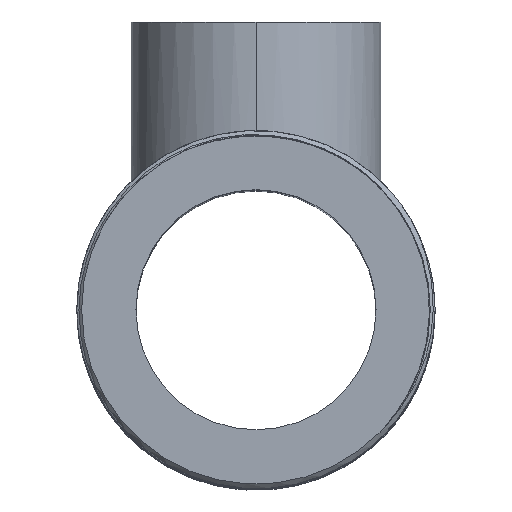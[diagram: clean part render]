
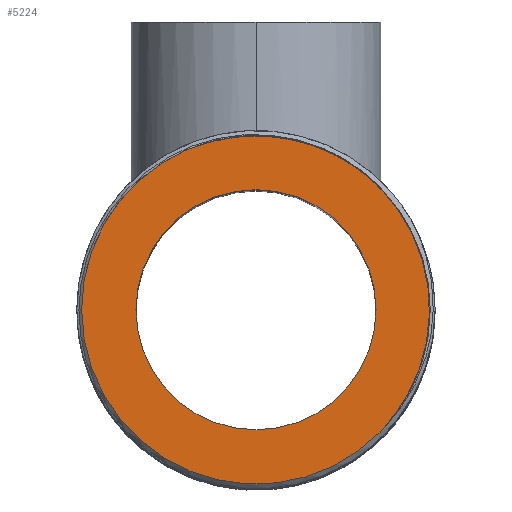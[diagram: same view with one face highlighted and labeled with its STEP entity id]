
A CAD part, top view. The second image highlights one B-rep face of the part: STEP entity #5224.
In plain terms, the highlighted planar face has unit normal (0, 0, 1).
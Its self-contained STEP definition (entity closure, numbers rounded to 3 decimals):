
#394 = DIRECTION ( 'NONE',  ( 0., 0., 1. ) ) ;
#477 = CARTESIAN_POINT ( 'NONE',  ( 35.844, 4.993, 82.5 ) ) ;
#479 = ORIENTED_EDGE ( 'NONE', *, *, #539, .F. ) ;
#480 = DIRECTION ( 'NONE',  ( 0., 0., 1. ) ) ;
#539 = EDGE_CURVE ( 'NONE', #2013, #8381, #3835, .T. ) ;
#601 = CARTESIAN_POINT ( 'NONE',  ( 26.007, -25.318, 82.5 ) ) ;
#623 = CARTESIAN_POINT ( 'NONE',  ( 29.34, -21.356, 82.5 ) ) ;
#974 = CARTESIAN_POINT ( 'NONE',  ( 25.819, -25.517, 82.5 ) ) ;
#982 = CARTESIAN_POINT ( 'NONE',  ( 25.483, 25.846, 82.5 ) ) ;
#1564 = DIRECTION ( 'NONE',  ( 1., 0., 0. ) ) ;
#1674 = CARTESIAN_POINT ( 'NONE',  ( 34.25, 11.749, 82.5 ) ) ;
#2013 = VERTEX_POINT ( 'NONE', #5697 ) ;
#2265 = EDGE_CURVE ( 'NONE', #10673, #11185, #8785, .T. ) ;
#2578 = CARTESIAN_POINT ( 'NONE',  ( 25.86, 25.452, 82.5 ) ) ;
#2579 = DIRECTION ( 'NONE',  ( 1., 0., 0. ) ) ;
#2648 = CARTESIAN_POINT ( 'NONE',  ( 26.193, -25.118, 82.5 ) ) ;
#2665 = CARTESIAN_POINT ( 'NONE',  ( 36.135, -1.941, 82.5 ) ) ;
#2708 = CARTESIAN_POINT ( 'NONE',  ( 31.369, 18.054, 82.5 ) ) ;
#2878 = EDGE_CURVE ( 'NONE', #5912, #11484, #5880, .T. ) ;
#2987 = CARTESIAN_POINT ( 'NONE',  ( 34.486, -11.036, 82.5 ) ) ;
#3613 = VERTEX_POINT ( 'NONE', #974 ) ;
#3835 = CIRCLE ( 'NONE', #6875, 25. ) ;
#3883 = FACE_OUTER_BOUND ( 'NONE', #7054, .T. ) ;
#3944 = B_SPLINE_CURVE_WITH_KNOTS ( 'NONE', 3,
 ( #11475, #2648, #601, #13734 ),
 .UNSPECIFIED., .F., .F.,
 ( 4, 4 ),
 ( 0., 0.001 ),
 .UNSPECIFIED. ) ;
#3948 = CARTESIAN_POINT ( 'NONE',  ( 35.939, -4.25, 82.5 ) ) ;
#4088 = CARTESIAN_POINT ( 'NONE',  ( 35.115, -8.8, 82.5 ) ) ;
#4762 = EDGE_CURVE ( 'NONE', #11484, #3613, #8778, .T. ) ;
#4863 = CARTESIAN_POINT ( 'NONE',  ( 25., 0., 82.5 ) ) ;
#4952 = EDGE_LOOP ( 'NONE', ( #479, #7533 ) ) ;
#4988 = CARTESIAN_POINT ( 'NONE',  ( -36.3, 0., 82.5 ) ) ;
#5224 = ADVANCED_FACE ( 'NONE', ( #3883, #11951 ), #9144, .T. ) ;
#5697 = CARTESIAN_POINT ( 'NONE',  ( -25., 0., 82.5 ) ) ;
#5880 = CIRCLE ( 'NONE', #8299, 36.3 ) ;
#5912 = VERTEX_POINT ( 'NONE', #12093 ) ;
#6215 = CARTESIAN_POINT ( 'NONE',  ( 32.82, -15.351, 82.5 ) ) ;
#6246 = ORIENTED_EDGE ( 'NONE', *, *, #4762, .T. ) ;
#6875 = AXIS2_PLACEMENT_3D ( 'NONE', #8037, #8084, #2579 ) ;
#6968 = CARTESIAN_POINT ( 'NONE',  ( 0., 0., 82.5 ) ) ;
#6969 = CARTESIAN_POINT ( 'NONE',  ( 27.414, 23.739, 82.5 ) ) ;
#7016 = CARTESIAN_POINT ( 'NONE',  ( 30.786, 19.05, 82.5 ) ) ;
#7054 = EDGE_LOOP ( 'NONE', ( #9966, #8737, #6246, #12127, #7479 ) ) ;
#7061 = DIRECTION ( 'NONE',  ( 1., 0., 0. ) ) ;
#7107 = AXIS2_PLACEMENT_3D ( 'NONE', #9746, #13042, #10768 ) ;
#7479 = ORIENTED_EDGE ( 'NONE', *, *, #2265, .F. ) ;
#7533 = ORIENTED_EDGE ( 'NONE', *, *, #9367, .F. ) ;
#8037 = CARTESIAN_POINT ( 'NONE',  ( 0., 0., 82.5 ) ) ;
#8084 = DIRECTION ( 'NONE',  ( 0., 0., 1. ) ) ;
#8242 = AXIS2_PLACEMENT_3D ( 'NONE', #6968, #394, #9166 ) ;
#8299 = AXIS2_PLACEMENT_3D ( 'NONE', #9309, #480, #7061 ) ;
#8381 = VERTEX_POINT ( 'NONE', #4863 ) ;
#8604 = CARTESIAN_POINT ( 'NONE',  ( 25.672, 25.65, 82.5 ) ) ;
#8737 = ORIENTED_EDGE ( 'NONE', *, *, #2878, .T. ) ;
#8778 = CIRCLE ( 'NONE', #7107, 36.3 ) ;
#8785 = B_SPLINE_CURVE_WITH_KNOTS ( 'NONE', 3,
 ( #2578, #10298, #6969, #9306, #12526, #7016, #2708, #13759, #9215, #1674, #12569, #477, #9258, #2665, #3948, #4088, #2987, #6215, #11813, #623, #13926, #11770 ),
 .UNSPECIFIED., .F., .F.,
 ( 4, 2, 2, 2, 2, 2, 2, 2, 2, 2, 4 ),
 ( 0., 0.003, 0.007, 0.01, 0.014, 0.021, 0.028, 0.035, 0.042, 0.049, 0.056 ),
 .UNSPECIFIED. ) ;
#9101 = DIRECTION ( 'NONE',  ( 0., 0., 1. ) ) ;
#9144 = PLANE ( 'NONE',  #12206 ) ;
#9166 = DIRECTION ( 'NONE',  ( 1., 0., 0. ) ) ;
#9215 = CARTESIAN_POINT ( 'NONE',  ( 32.934, 14.958, 82.5 ) ) ;
#9258 = CARTESIAN_POINT ( 'NONE',  ( 36.088, 2.683, 82.5 ) ) ;
#9306 = CARTESIAN_POINT ( 'NONE',  ( 28.849, 21.925, 82.5 ) ) ;
#9309 = CARTESIAN_POINT ( 'NONE',  ( 0., 0., 82.5 ) ) ;
#9367 = EDGE_CURVE ( 'NONE', #8381, #2013, #10626, .T. ) ;
#9746 = CARTESIAN_POINT ( 'NONE',  ( 0., 0., 82.5 ) ) ;
#9966 = ORIENTED_EDGE ( 'NONE', *, *, #12707, .F. ) ;
#10270 = CARTESIAN_POINT ( 'NONE',  ( 25.86, 25.452, 82.5 ) ) ;
#10273 = CARTESIAN_POINT ( 'NONE',  ( 26.377, -24.916, 82.5 ) ) ;
#10298 = CARTESIAN_POINT ( 'NONE',  ( 26.655, 24.612, 82.5 ) ) ;
#10626 = CIRCLE ( 'NONE', #8242, 25. ) ;
#10673 = VERTEX_POINT ( 'NONE', #10270 ) ;
#10768 = DIRECTION ( 'NONE',  ( 1., 0., 0. ) ) ;
#11185 = VERTEX_POINT ( 'NONE', #10273 ) ;
#11198 = B_SPLINE_CURVE_WITH_KNOTS ( 'NONE', 3,
 ( #11841, #982, #8604, #14204 ),
 .UNSPECIFIED., .F., .F.,
 ( 4, 4 ),
 ( 0.026, 0.027 ),
 .UNSPECIFIED. ) ;
#11421 = EDGE_CURVE ( 'NONE', #11185, #3613, #3944, .T. ) ;
#11475 = CARTESIAN_POINT ( 'NONE',  ( 26.377, -24.916, 82.5 ) ) ;
#11484 = VERTEX_POINT ( 'NONE', #4988 ) ;
#11770 = CARTESIAN_POINT ( 'NONE',  ( 26.377, -24.916, 82.5 ) ) ;
#11813 = CARTESIAN_POINT ( 'NONE',  ( 31.783, -17.428, 82.5 ) ) ;
#11841 = CARTESIAN_POINT ( 'NONE',  ( 25.291, 26.039, 82.5 ) ) ;
#11951 = FACE_BOUND ( 'NONE', #4952, .T. ) ;
#12093 = CARTESIAN_POINT ( 'NONE',  ( 25.291, 26.039, 82.5 ) ) ;
#12127 = ORIENTED_EDGE ( 'NONE', *, *, #11421, .F. ) ;
#12206 = AXIS2_PLACEMENT_3D ( 'NONE', #13600, #9101, #1564 ) ;
#12526 = CARTESIAN_POINT ( 'NONE',  ( 29.526, 20.985, 82.5 ) ) ;
#12569 = CARTESIAN_POINT ( 'NONE',  ( 34.924, 9.527, 82.5 ) ) ;
#12707 = EDGE_CURVE ( 'NONE', #5912, #10673, #11198, .T. ) ;
#13042 = DIRECTION ( 'NONE',  ( 0., 0., 1. ) ) ;
#13600 = CARTESIAN_POINT ( 'NONE',  ( 0., 0., 82.5 ) ) ;
#13734 = CARTESIAN_POINT ( 'NONE',  ( 25.819, -25.517, 82.5 ) ) ;
#13759 = CARTESIAN_POINT ( 'NONE',  ( 32.444, 16.007, 82.5 ) ) ;
#13926 = CARTESIAN_POINT ( 'NONE',  ( 27.933, -23.203, 82.5 ) ) ;
#14204 = CARTESIAN_POINT ( 'NONE',  ( 25.86, 25.452, 82.5 ) ) ;
